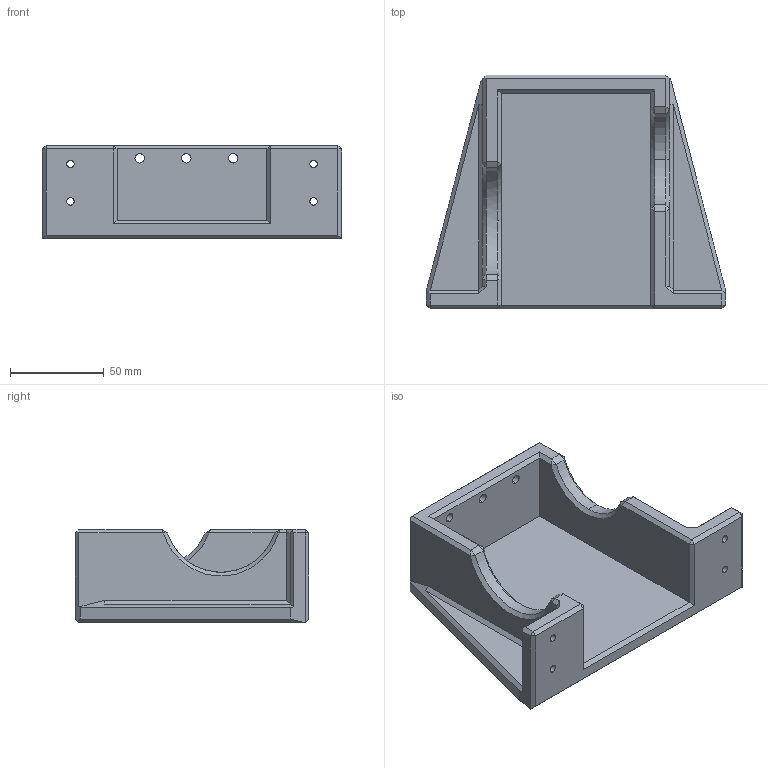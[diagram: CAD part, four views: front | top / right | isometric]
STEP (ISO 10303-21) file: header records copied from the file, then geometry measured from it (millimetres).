
FILE_DESCRIPTION (( 'STEP AP214' ), '1' );
FILE_NAME ('PSUsholder.STEP', '2025-02-22T13:54:52', ( '' ), ( '' ), 'SwSTEP 2.0', 'SolidWorks 2023', '' );
FILE_SCHEMA (( 'AUTOMOTIVE_DESIGN' ));
Length unit declared in the file: millimetre
Products named in the file (1): PSUsholder
Bounding box: 160 x 125 x 50 mm (x, y, z)
Volume: 299388.2 mm3; surface area: 65300.7 mm2
Topology: 1 solids, 1 shells, 113 faces, 267 edges, 159 vertices
Faces by surface type: plane 76, cylinder 23, cone 14
Entity records: 3225 total; most frequent: CARTESIAN_POINT 564, DIRECTION 548, ORIENTED_EDGE 534, EDGE_CURVE 267, VECTOR 198, LINE 198, AXIS2_PLACEMENT_3D 175, VERTEX_POINT 159
